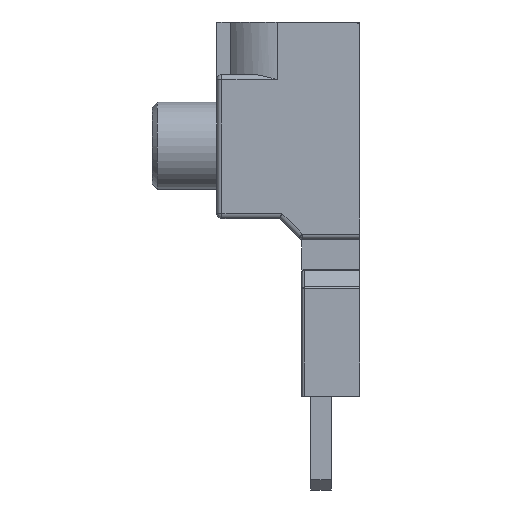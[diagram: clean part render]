
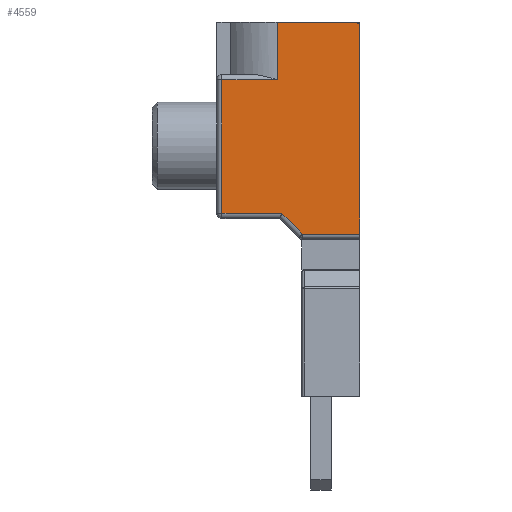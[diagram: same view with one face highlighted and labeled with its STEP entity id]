
A CAD part, left-side view. The second image highlights one B-rep face of the part: STEP entity #4559.
In plain terms, the highlighted planar face has unit normal (-1, 0, 0).
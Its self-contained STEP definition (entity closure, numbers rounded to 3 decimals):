
#183=CIRCLE('',#4922,1.);
#434=FACE_OUTER_BOUND('',#687,.T.);
#687=EDGE_LOOP('',(#3660,#3661,#3662,#3663,#3664,#3665,#3666,#3667,#3668));
#1105=LINE('',#7135,#1588);
#1125=LINE('',#7197,#1608);
#1128=LINE('',#7203,#1611);
#1130=LINE('',#7235,#1613);
#1132=LINE('',#7238,#1615);
#1139=LINE('',#7261,#1622);
#1149=LINE('',#7291,#1632);
#1150=LINE('',#7294,#1633);
#1588=VECTOR('',#5798,40.1);
#1608=VECTOR('',#5862,5.657);
#1611=VECTOR('',#5869,11.086);
#1613=VECTOR('',#5907,11.614);
#1615=VECTOR('',#5911,25.9);
#1622=VECTOR('',#5926,10.7);
#1632=VECTOR('',#5952,11.2);
#1633=VECTOR('',#5955,15.);
#2022=VERTEX_POINT('',#7132);
#2023=VERTEX_POINT('',#7134);
#2042=VERTEX_POINT('',#7192);
#2043=VERTEX_POINT('',#7196);
#2053=VERTEX_POINT('',#7224);
#2056=VERTEX_POINT('',#7231);
#2059=VERTEX_POINT('',#7250);
#2066=VERTEX_POINT('',#7290);
#2067=VERTEX_POINT('',#7292);
#2565=EDGE_CURVE('',#2022,#2023,#1105,.T.);
#2596=EDGE_CURVE('',#2042,#2043,#1125,.T.);
#2600=EDGE_CURVE('',#2023,#2042,#1128,.T.);
#2614=EDGE_CURVE('',#2043,#2056,#1130,.T.);
#2616=EDGE_CURVE('',#2056,#2053,#1132,.T.);
#2625=EDGE_CURVE('',#2053,#2059,#1139,.T.);
#2638=EDGE_CURVE('',#2059,#2066,#1149,.T.);
#2639=EDGE_CURVE('',#2067,#2022,#183,.T.);
#2640=EDGE_CURVE('',#2067,#2066,#1150,.T.);
#3660=ORIENTED_EDGE('',*,*,#2638,.F.);
#3661=ORIENTED_EDGE('',*,*,#2625,.F.);
#3662=ORIENTED_EDGE('',*,*,#2616,.F.);
#3663=ORIENTED_EDGE('',*,*,#2614,.F.);
#3664=ORIENTED_EDGE('',*,*,#2596,.F.);
#3665=ORIENTED_EDGE('',*,*,#2600,.F.);
#3666=ORIENTED_EDGE('',*,*,#2565,.F.);
#3667=ORIENTED_EDGE('',*,*,#2639,.F.);
#3668=ORIENTED_EDGE('',*,*,#2640,.T.);
#4111=PLANE('',#4921);
#4559=ADVANCED_FACE('',(#434),#4111,.T.);
#4921=AXIS2_PLACEMENT_3D('',#7289,#5950,#5951);
#4922=AXIS2_PLACEMENT_3D('',#7293,#5953,#5954);
#5798=DIRECTION('',(0.,0.,-1.));
#5862=DIRECTION('',(0.,0.707,0.707));
#5869=DIRECTION('',(0.,1.,0.));
#5907=DIRECTION('',(0.,1.,0.));
#5911=DIRECTION('',(0.,0.,1.));
#5926=DIRECTION('',(0.,-1.,0.));
#5950=DIRECTION('center_axis',(-1.,0.,0.));
#5951=DIRECTION('ref_axis',(0.,0.,1.));
#5952=DIRECTION('',(0.,0.,1.));
#5953=DIRECTION('center_axis',(1.,0.,0.));
#5954=DIRECTION('ref_axis',(0.,-0.707,0.707));
#5955=DIRECTION('',(0.,1.,0.));
#7132=CARTESIAN_POINT('',(-12.,-10.,9.2));
#7134=CARTESIAN_POINT('',(-12.,-10.,-30.9));
#7135=CARTESIAN_POINT('',(-12.,-10.,0.));
#7192=CARTESIAN_POINT('',(-12.,1.086,-30.9));
#7196=CARTESIAN_POINT('',(-12.,5.086,-26.9));
#7197=CARTESIAN_POINT('',(-12.,5.743,-26.243));
#7203=CARTESIAN_POINT('',(-12.,-10.,-30.9));
#7224=CARTESIAN_POINT('',(-12.,16.7,-1.));
#7231=CARTESIAN_POINT('',(-12.,16.7,-26.9));
#7235=CARTESIAN_POINT('',(-12.,-1.425,-26.9));
#7238=CARTESIAN_POINT('',(-12.,16.7,0.));
#7250=CARTESIAN_POINT('',(-12.,6.,-1.));
#7261=CARTESIAN_POINT('',(-12.,-3.075,-1.));
#7289=CARTESIAN_POINT('Origin',(-12.,-10.,0.));
#7290=CARTESIAN_POINT('',(-12.,6.,10.2));
#7291=CARTESIAN_POINT('',(-12.,6.,0.));
#7292=CARTESIAN_POINT('',(-12.,-9.,10.2));
#7293=CARTESIAN_POINT('Origin',(-12.,-9.,9.2));
#7294=CARTESIAN_POINT('',(-12.,6.,10.2));
